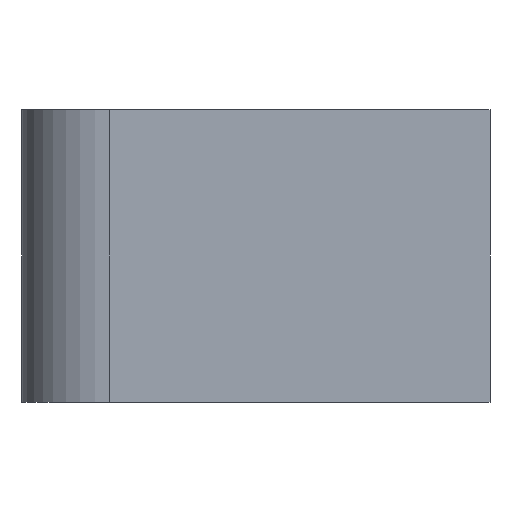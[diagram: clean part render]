
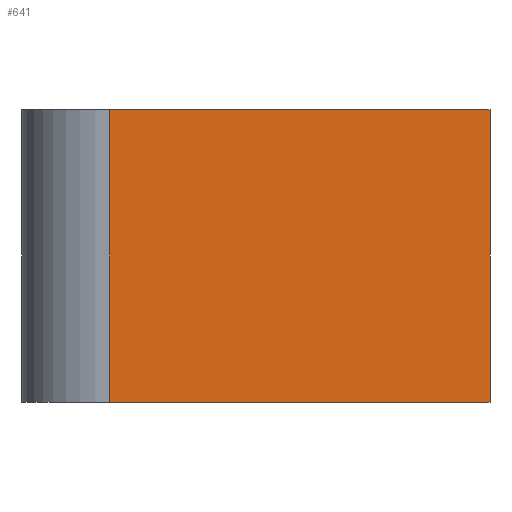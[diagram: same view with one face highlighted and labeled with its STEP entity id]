
A CAD part, left-side view. The second image highlights one B-rep face of the part: STEP entity #641.
In plain terms, the highlighted planar face has unit normal (-1, 0, 0).
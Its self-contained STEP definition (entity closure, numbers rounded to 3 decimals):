
#108=DIRECTION('',(0.,-1.,0.));
#109=VECTOR('',#108,13.);
#110=CARTESIAN_POINT('',(0.,13.,0.));
#111=LINE('',#110,#109);
#152=DIRECTION('',(0.,0.,1.));
#153=VECTOR('',#152,10.);
#154=CARTESIAN_POINT('',(0.,0.,0.));
#155=LINE('',#154,#153);
#184=DIRECTION('',(0.,-1.,0.));
#185=VECTOR('',#184,13.);
#186=CARTESIAN_POINT('',(0.,13.,10.));
#187=LINE('',#186,#185);
#239=DIRECTION('',(0.,0.,-1.));
#240=VECTOR('',#239,10.);
#241=CARTESIAN_POINT('',(0.,13.,10.));
#242=LINE('',#241,#240);
#307=CARTESIAN_POINT('',(0.,0.,0.));
#308=CARTESIAN_POINT('',(0.,0.,10.));
#309=VERTEX_POINT('',#307);
#310=VERTEX_POINT('',#308);
#327=CARTESIAN_POINT('',(0.,13.,0.));
#329=VERTEX_POINT('',#327);
#333=CARTESIAN_POINT('',(0.,13.,10.));
#334=VERTEX_POINT('',#333);
#629=CARTESIAN_POINT('',(0.,16.,0.));
#630=DIRECTION('',(-1.,0.,0.));
#631=DIRECTION('',(0.,-1.,0.));
#632=AXIS2_PLACEMENT_3D('',#629,#630,#631);
#633=PLANE('',#632);
#635=ORIENTED_EDGE('',*,*,#634,.F.);
#636=ORIENTED_EDGE('',*,*,#496,.T.);
#637=ORIENTED_EDGE('',*,*,#453,.F.);
#638=ORIENTED_EDGE('',*,*,#390,.F.);
#639=EDGE_LOOP('',(#635,#636,#637,#638));
#640=FACE_OUTER_BOUND('',#639,.F.);
#641=ADVANCED_FACE('',(#640),#633,.T.);
#390=EDGE_CURVE('',#329,#309,#111,.T.);
#453=EDGE_CURVE('',#309,#310,#155,.T.);
#496=EDGE_CURVE('',#334,#310,#187,.T.);
#634=EDGE_CURVE('',#334,#329,#242,.T.);
